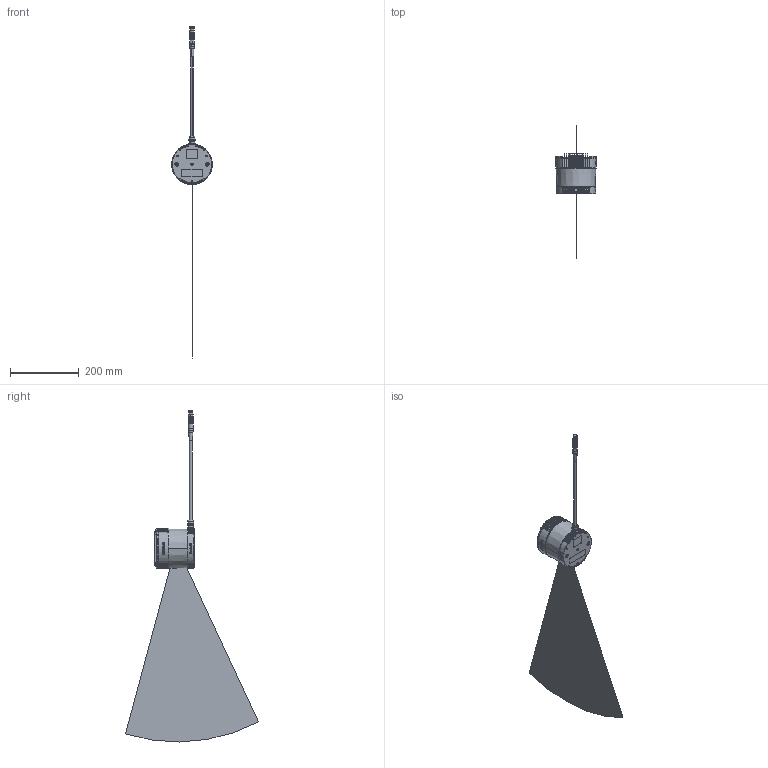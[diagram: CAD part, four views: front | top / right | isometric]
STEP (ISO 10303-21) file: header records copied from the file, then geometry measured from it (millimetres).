
FILE_DESCRIPTION (( 'STEP AP203' ), '1' );
FILE_NAME ('64俋夤-湍盄-湍弝部.STEP', '2020-08-31T14:08:59', ( '' ), ( '' ), 'SwSTEP 2.0', 'SolidWorks 2015', '' );
FILE_SCHEMA (( 'CONFIG_CONTROL_DESIGN' ));
Length unit declared in the file: millimetre
Products named in the file (1): 64俋夤-湍盄-湍弝部
Bounding box: 118.1 x 387.4 x 967.78 mm (x, y, z)
Surface area: 229938.9 mm2 (no closed solid volume)
Topology: 0 solids, 50 shells, 1405 faces, 4683 edges, 3254 vertices
Faces by surface type: cylinder 531, plane 460, cone 351, bspline 39, torus 24
Entity records: 64904 total; most frequent: CARTESIAN_POINT 26349, ORIENTED_EDGE 7850, DIRECTION 7598, EDGE_CURVE 4683, VERTEX_POINT 3254, AXIS2_PLACEMENT_3D 2971, VECTOR 1656, LINE 1656
